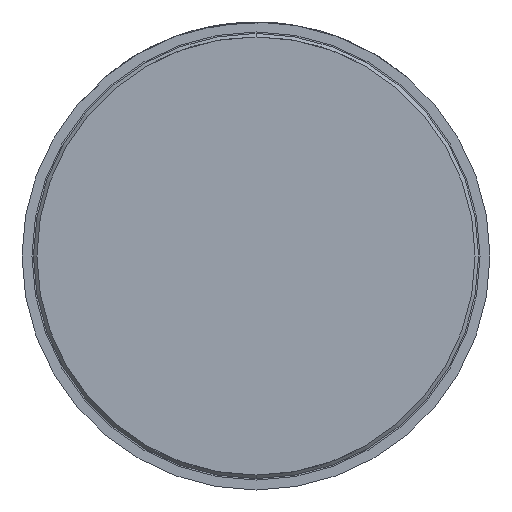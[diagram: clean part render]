
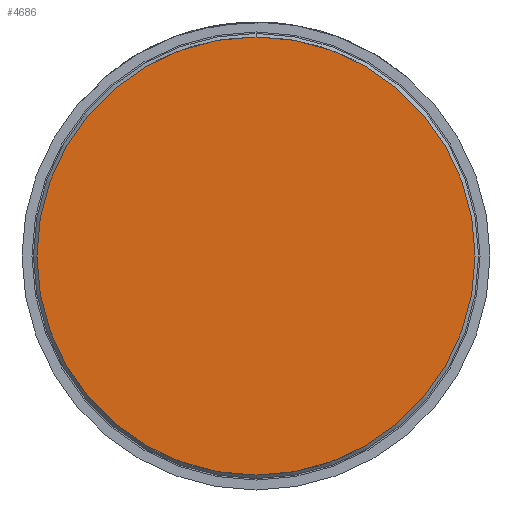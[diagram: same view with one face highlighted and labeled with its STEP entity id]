
A CAD part, front view. The second image highlights one B-rep face of the part: STEP entity #4686.
In plain terms, the highlighted planar face has unit normal (0, -1, 0).
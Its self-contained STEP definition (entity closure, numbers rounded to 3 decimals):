
#929 = VERTEX_POINT ( 'NONE', #4077 ) ;
#1147 = EDGE_CURVE ( 'Defeature ausgef�hrt1_17+Defeature ausgef�hrt1_24+Defeature ausgef�hrt1_24+Defeature ausgef�hrt1_24', #929, #3787, #3233, .T. ) ;
#1325 = EDGE_CURVE ( 'Defeature ausgef�hrt1_17+Defeature ausgef�hrt1_24+Defeature ausgef�hrt1_24+Defeature ausgef�hrt1_24', #3787, #929, #3290, .T. ) ;
#1386 = DIRECTION ( 'NONE',  ( -1., 0., 0. ) ) ;
#2140 = PLANE ( 'NONE',  #2247 ) ;
#2221 = FACE_OUTER_BOUND ( 'NONE', #3080, .T. ) ;
#2247 = AXIS2_PLACEMENT_3D ( 'NONE', #2525, #4301, #1386 ) ;
#2306 = DIRECTION ( 'NONE',  ( 0., -1., 0. ) ) ;
#2525 = CARTESIAN_POINT ( 'NONE',  ( 0., 0., 1.9 ) ) ;
#2641 = AXIS2_PLACEMENT_3D ( 'NONE', #2765, #3801, #3110 ) ;
#2765 = CARTESIAN_POINT ( 'NONE',  ( 0., 0., 0. ) ) ;
#2981 = CARTESIAN_POINT ( 'NONE',  ( -2.2, 0., 0. ) ) ;
#3080 = EDGE_LOOP ( 'NONE', ( #4710, #3756 ) ) ;
#3110 = DIRECTION ( 'NONE',  ( 1., 0., 0. ) ) ;
#3233 = CIRCLE ( 'NONE', #2641, 2.2 ) ;
#3280 = AXIS2_PLACEMENT_3D ( 'NONE', #3403, #2306, #3741 ) ;
#3290 = CIRCLE ( 'NONE', #3280, 2.2 ) ;
#3403 = CARTESIAN_POINT ( 'NONE',  ( 0., 0., 0. ) ) ;
#3741 = DIRECTION ( 'NONE',  ( 1., 0., 0. ) ) ;
#3756 = ORIENTED_EDGE ( 'NONE', *, *, #1325, .T. ) ;
#3787 = VERTEX_POINT ( 'NONE', #2981 ) ;
#3801 = DIRECTION ( 'NONE',  ( 0., -1., 0. ) ) ;
#4077 = CARTESIAN_POINT ( 'NONE',  ( 2.2, 0., 0. ) ) ;
#4301 = DIRECTION ( 'NONE',  ( 0., 1., 0. ) ) ;
#4686 = ADVANCED_FACE ( 'Defeature ausgef�hrt1_17', ( #2221 ), #2140, .F. ) ;
#4710 = ORIENTED_EDGE ( 'NONE', *, *, #1147, .T. ) ;
